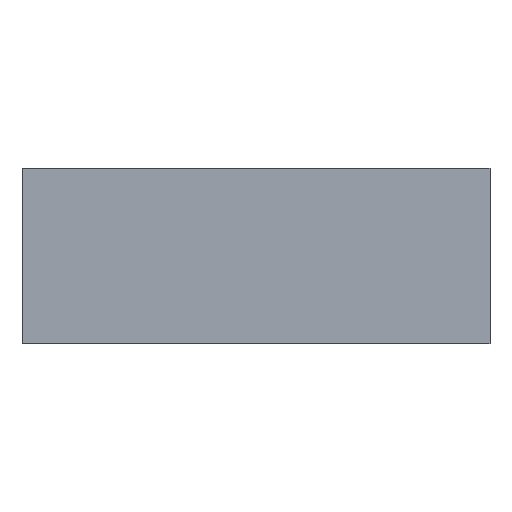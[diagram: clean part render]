
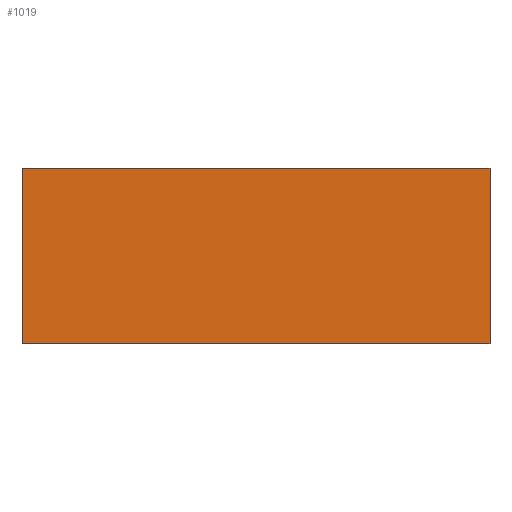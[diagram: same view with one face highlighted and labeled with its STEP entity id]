
A CAD part, front view. The second image highlights one B-rep face of the part: STEP entity #1019.
In plain terms, the highlighted planar face has unit normal (0, -1, 0).
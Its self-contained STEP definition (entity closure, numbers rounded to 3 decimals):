
#44=FACE_OUTER_BOUND('',#112,.T.);
#112=EDGE_LOOP('',(#698,#699,#700,#701));
#269=LINE('',#1727,#347);
#273=LINE('',#1734,#351);
#274=LINE('',#1737,#352);
#275=LINE('',#1738,#353);
#347=VECTOR('',#1387,10.);
#351=VECTOR('',#1393,10.);
#352=VECTOR('',#1396,10.);
#353=VECTOR('',#1397,10.);
#428=VERTEX_POINT('',#1724);
#429=VERTEX_POINT('',#1726);
#431=VERTEX_POINT('',#1732);
#432=VERTEX_POINT('',#1736);
#527=EDGE_CURVE('',#428,#429,#269,.T.);
#531=EDGE_CURVE('',#428,#431,#273,.T.);
#532=EDGE_CURVE('',#432,#431,#274,.T.);
#533=EDGE_CURVE('',#429,#432,#275,.T.);
#698=ORIENTED_EDGE('',*,*,#531,.T.);
#699=ORIENTED_EDGE('',*,*,#532,.F.);
#700=ORIENTED_EDGE('',*,*,#533,.F.);
#701=ORIENTED_EDGE('',*,*,#527,.F.);
#882=PLANE('',#1140);
#1019=ADVANCED_FACE('',(#44),#882,.T.);
#1140=AXIS2_PLACEMENT_3D('',#1735,#1394,#1395);
#1387=DIRECTION('',(-1.,0.,0.));
#1393=DIRECTION('',(0.,0.,1.));
#1394=DIRECTION('center_axis',(0.,-1.,0.));
#1395=DIRECTION('ref_axis',(1.,0.,0.));
#1396=DIRECTION('',(1.,0.,0.));
#1397=DIRECTION('',(0.,0.,1.));
#1724=CARTESIAN_POINT('',(15.185,-27.478,5.655));
#1726=CARTESIAN_POINT('',(-24.815,-27.478,5.655));
#1727=CARTESIAN_POINT('',(-24.815,-27.478,5.655));
#1732=CARTESIAN_POINT('',(15.185,-27.478,20.655));
#1734=CARTESIAN_POINT('',(15.185,-27.478,13.155));
#1735=CARTESIAN_POINT('Origin',(-24.815,-27.478,13.155));
#1736=CARTESIAN_POINT('',(-24.815,-27.478,20.655));
#1737=CARTESIAN_POINT('',(-24.815,-27.478,20.655));
#1738=CARTESIAN_POINT('',(-24.815,-27.478,13.155));
